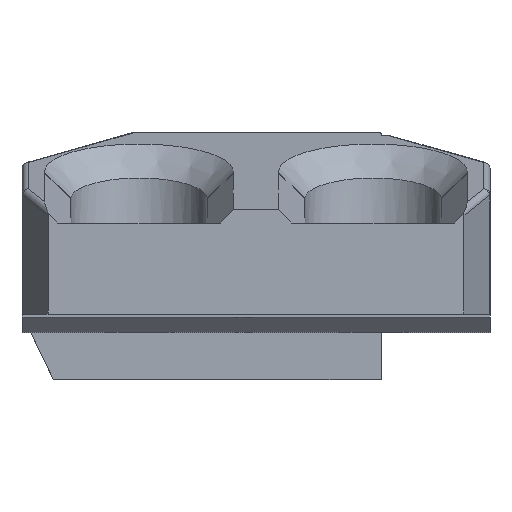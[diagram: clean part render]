
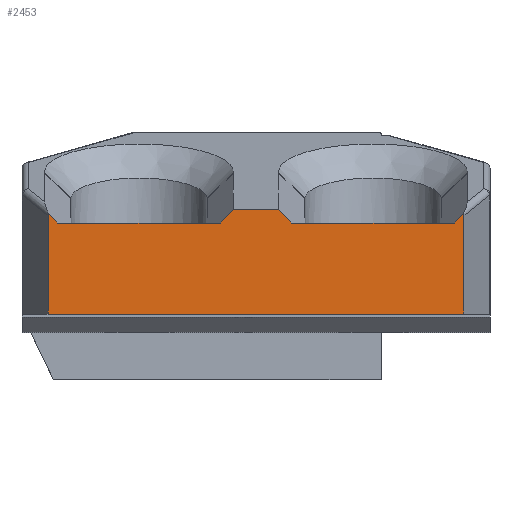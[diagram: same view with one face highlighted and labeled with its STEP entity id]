
A CAD part, top view. The second image highlights one B-rep face of the part: STEP entity #2453.
In plain terms, the highlighted planar face has unit normal (0, 0, 1).
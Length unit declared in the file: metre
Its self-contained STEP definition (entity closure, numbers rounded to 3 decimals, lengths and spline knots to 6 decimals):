
#70=ELLIPSE('',#2634,0.000552,0.0005);
#71=ELLIPSE('',#2635,0.000552,0.0005);
#206=ORIENTED_EDGE('',*,*,#904,.F.);
#207=ORIENTED_EDGE('',*,*,#905,.F.);
#208=ORIENTED_EDGE('',*,*,#906,.F.);
#209=ORIENTED_EDGE('',*,*,#907,.T.);
#210=ORIENTED_EDGE('',*,*,#835,.F.);
#211=ORIENTED_EDGE('',*,*,#908,.F.);
#212=ORIENTED_EDGE('',*,*,#909,.F.);
#213=ORIENTED_EDGE('',*,*,#910,.T.);
#214=ORIENTED_EDGE('',*,*,#911,.F.);
#215=ORIENTED_EDGE('',*,*,#912,.T.);
#216=ORIENTED_EDGE('',*,*,#875,.T.);
#217=ORIENTED_EDGE('',*,*,#913,.T.);
#835=EDGE_CURVE('',#1191,#1192,#1421,.T.);
#875=EDGE_CURVE('',#1225,#1224,#1450,.T.);
#904=EDGE_CURVE('',#1248,#1249,#70,.F.);
#905=EDGE_CURVE('',#1250,#1248,#1476,.T.);
#906=EDGE_CURVE('',#1251,#1250,#1477,.T.);
#907=EDGE_CURVE('',#1251,#1192,#1478,.T.);
#908=EDGE_CURVE('',#1252,#1191,#1479,.T.);
#909=EDGE_CURVE('',#1253,#1252,#1480,.T.);
#910=EDGE_CURVE('',#1253,#1254,#1481,.T.);
#911=EDGE_CURVE('',#1255,#1254,#71,.F.);
#912=EDGE_CURVE('',#1255,#1225,#1482,.T.);
#913=EDGE_CURVE('',#1224,#1249,#1483,.T.);
#1191=VERTEX_POINT('',#3526);
#1192=VERTEX_POINT('',#3528);
#1224=VERTEX_POINT('',#3621);
#1225=VERTEX_POINT('',#3623);
#1248=VERTEX_POINT('',#3681);
#1249=VERTEX_POINT('',#3682);
#1250=VERTEX_POINT('',#3684);
#1251=VERTEX_POINT('',#3686);
#1252=VERTEX_POINT('',#3689);
#1253=VERTEX_POINT('',#3691);
#1254=VERTEX_POINT('',#3693);
#1255=VERTEX_POINT('',#3695);
#1421=LINE('',#3527,#1717);
#1450=LINE('',#3622,#1746);
#1476=LINE('',#3683,#1772);
#1477=LINE('',#3685,#1773);
#1478=LINE('',#3687,#1774);
#1479=LINE('',#3688,#1775);
#1480=LINE('',#3690,#1776);
#1481=LINE('',#3692,#1777);
#1482=LINE('',#3696,#1778);
#1483=LINE('',#3697,#1779);
#1717=VECTOR('',#2814,1.);
#1746=VECTOR('',#2875,1.);
#1772=VECTOR('',#2921,1.);
#1773=VECTOR('',#2922,1.);
#1774=VECTOR('',#2923,1.);
#1775=VECTOR('',#2924,1.);
#1776=VECTOR('',#2925,1.);
#1777=VECTOR('',#2926,1.);
#1778=VECTOR('',#2929,1.);
#1779=VECTOR('',#2930,1.);
#2022=EDGE_LOOP('',(#206,#207,#208,#209,#210,#211,#212,#213,#214,#215,#216,
#217));
#2181=FACE_BOUND('',#2022,.T.);
#2335=PLANE('',#2633);
#2453=ADVANCED_FACE('',(#2181),#2335,.T.);
#2633=AXIS2_PLACEMENT_3D('',#3679,#2917,#2918);
#2634=AXIS2_PLACEMENT_3D('',#3680,#2919,#2920);
#2635=AXIS2_PLACEMENT_3D('',#3694,#2927,#2928);
#2814=DIRECTION('',(1.,0.,0.));
#2875=DIRECTION('',(1.,0.,0.));
#2917=DIRECTION('',(0.,0.,1.));
#2918=DIRECTION('',(-1.,0.,0.));
#2919=DIRECTION('',(0.,0.,1.));
#2920=DIRECTION('',(0.778,0.629,0.));
#2921=DIRECTION('',(0.692,0.722,0.));
#2922=DIRECTION('',(1.,0.,0.));
#2923=DIRECTION('',(-0.692,0.722,0.));
#2924=DIRECTION('',(0.692,0.722,0.));
#2925=DIRECTION('',(1.,0.,0.));
#2926=DIRECTION('',(-0.692,0.722,0.));
#2927=DIRECTION('',(0.,0.,1.));
#2928=DIRECTION('',(0.778,-0.629,0.));
#2929=DIRECTION('',(0.,-1.,0.));
#2930=DIRECTION('',(0.,1.,0.));
#3526=CARTESIAN_POINT('',(0.13715,0.036042,0.4694));
#3527=CARTESIAN_POINT('',(0.134572,0.036042,0.4694));
#3528=CARTESIAN_POINT('',(0.14065,0.036042,0.4694));
#3621=CARTESIAN_POINT('',(0.154898,0.028,0.4694));
#3622=CARTESIAN_POINT('',(0.1209,0.028,0.4694));
#3623=CARTESIAN_POINT('',(0.122902,0.028,0.4694));
#3679=CARTESIAN_POINT('',(0.1389,0.034,0.4694));
#3680=CARTESIAN_POINT('',(0.154366,0.035521,0.4694));
#3681=CARTESIAN_POINT('',(0.154866,0.035746,0.4694));
#3682=CARTESIAN_POINT('',(0.154898,0.035571,0.4694));
#3683=CARTESIAN_POINT('',(0.154295,0.035151,0.4694));
#3684=CARTESIAN_POINT('',(0.15415,0.035,0.4694));
#3685=CARTESIAN_POINT('',(0.136736,0.035,0.4694));
#3686=CARTESIAN_POINT('',(0.14165,0.035,0.4694));
#3687=CARTESIAN_POINT('',(0.140832,0.035853,0.4694));
#3688=CARTESIAN_POINT('',(0.136295,0.035151,0.4694));
#3689=CARTESIAN_POINT('',(0.13615,0.035,0.4694));
#3690=CARTESIAN_POINT('',(0.134572,0.035,0.4694));
#3691=CARTESIAN_POINT('',(0.12365,0.035,0.4694));
#3692=CARTESIAN_POINT('',(0.131458,0.026861,0.4694));
#3693=CARTESIAN_POINT('',(0.122934,0.035746,0.4694));
#3694=CARTESIAN_POINT('',(0.123434,0.035521,0.4694));
#3695=CARTESIAN_POINT('',(0.122902,0.035571,0.4694));
#3696=CARTESIAN_POINT('',(0.122902,0.0303,0.4694));
#3697=CARTESIAN_POINT('',(0.154898,0.0303,0.4694));
